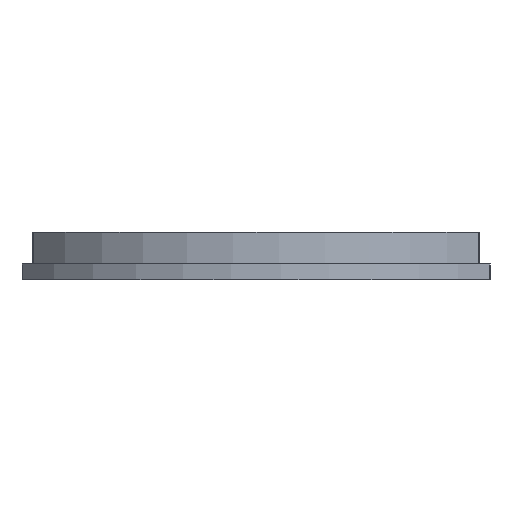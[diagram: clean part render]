
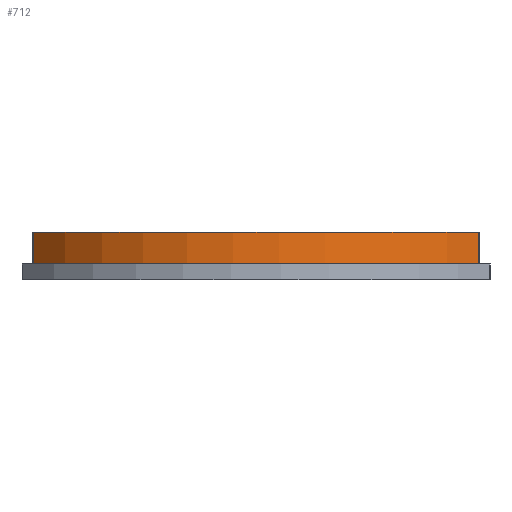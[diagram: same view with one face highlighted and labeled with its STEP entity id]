
A CAD part, left-side view. The second image highlights one B-rep face of the part: STEP entity #712.
In plain terms, the highlighted cylindrical face has radius 52.5 mm (diameter 105 mm), a partial arc.
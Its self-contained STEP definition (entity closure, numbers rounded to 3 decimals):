
#63 = CARTESIAN_POINT ( 'NONE',  ( 0., 3., 0. ) ) ;
#82 = EDGE_CURVE ( 'NONE', #2773, #2606, #513, .T. ) ;
#187 = VECTOR ( 'NONE', #2905, 1000. ) ;
#246 = ORIENTED_EDGE ( 'NONE', *, *, #2663, .F. ) ;
#248 = AXIS2_PLACEMENT_3D ( 'NONE', #63, #289, #2602 ) ;
#289 = DIRECTION ( 'NONE',  ( 0., -1., 0. ) ) ;
#360 = ORIENTED_EDGE ( 'NONE', *, *, #82, .T. ) ;
#380 = CIRCLE ( 'NONE', #589, 52.5 ) ;
#405 = CARTESIAN_POINT ( 'NONE',  ( -31.77, -6., -41.796 ) ) ;
#513 = LINE ( 'NONE', #2595, #2903 ) ;
#589 = AXIS2_PLACEMENT_3D ( 'NONE', #1256, #2870, #1486 ) ;
#712 = ADVANCED_FACE ( 'NONE', ( #1918 ), #2910, .T. ) ;
#755 = EDGE_CURVE ( 'NONE', #2773, #2356, #380, .T. ) ;
#1124 = DIRECTION ( 'NONE',  ( 0., -1., 0. ) ) ;
#1256 = CARTESIAN_POINT ( 'NONE',  ( 0., 0., 0. ) ) ;
#1404 = VERTEX_POINT ( 'NONE', #2683 ) ;
#1486 = DIRECTION ( 'NONE',  ( 0., 0., 1. ) ) ;
#1856 = CARTESIAN_POINT ( 'NONE',  ( -31.77, 0., 41.796 ) ) ;
#1918 = FACE_OUTER_BOUND ( 'NONE', #2955, .T. ) ;
#1992 = ORIENTED_EDGE ( 'NONE', *, *, #755, .F. ) ;
#1997 = ORIENTED_EDGE ( 'NONE', *, *, #2118, .T. ) ;
#2046 = LINE ( 'NONE', #2454, #187 ) ;
#2118 = EDGE_CURVE ( 'NONE', #1404, #2356, #2046, .T. ) ;
#2341 = AXIS2_PLACEMENT_3D ( 'NONE', #2506, #1124, #2728 ) ;
#2356 = VERTEX_POINT ( 'NONE', #1856 ) ;
#2454 = CARTESIAN_POINT ( 'NONE',  ( -31.77, 3., 41.796 ) ) ;
#2506 = CARTESIAN_POINT ( 'NONE',  ( 0., -6., 0. ) ) ;
#2586 = CIRCLE ( 'NONE', #2341, 52.5 ) ;
#2595 = CARTESIAN_POINT ( 'NONE',  ( -31.77, 3., -41.796 ) ) ;
#2602 = DIRECTION ( 'NONE',  ( 0., 0., -1. ) ) ;
#2606 = VERTEX_POINT ( 'NONE', #405 ) ;
#2663 = EDGE_CURVE ( 'NONE', #1404, #2606, #2586, .T. ) ;
#2683 = CARTESIAN_POINT ( 'NONE',  ( -31.77, -6., 41.796 ) ) ;
#2728 = DIRECTION ( 'NONE',  ( 0., 0., -1. ) ) ;
#2773 = VERTEX_POINT ( 'NONE', #2776 ) ;
#2776 = CARTESIAN_POINT ( 'NONE',  ( -31.77, 0., -41.796 ) ) ;
#2819 = DIRECTION ( 'NONE',  ( 0., -1., 0. ) ) ;
#2870 = DIRECTION ( 'NONE',  ( 0., 1., 0. ) ) ;
#2903 = VECTOR ( 'NONE', #2819, 1000. ) ;
#2905 = DIRECTION ( 'NONE',  ( 0., 1., 0. ) ) ;
#2910 = CYLINDRICAL_SURFACE ( 'NONE', #248, 52.5 ) ;
#2955 = EDGE_LOOP ( 'NONE', ( #246, #1997, #1992, #360 ) ) ;
